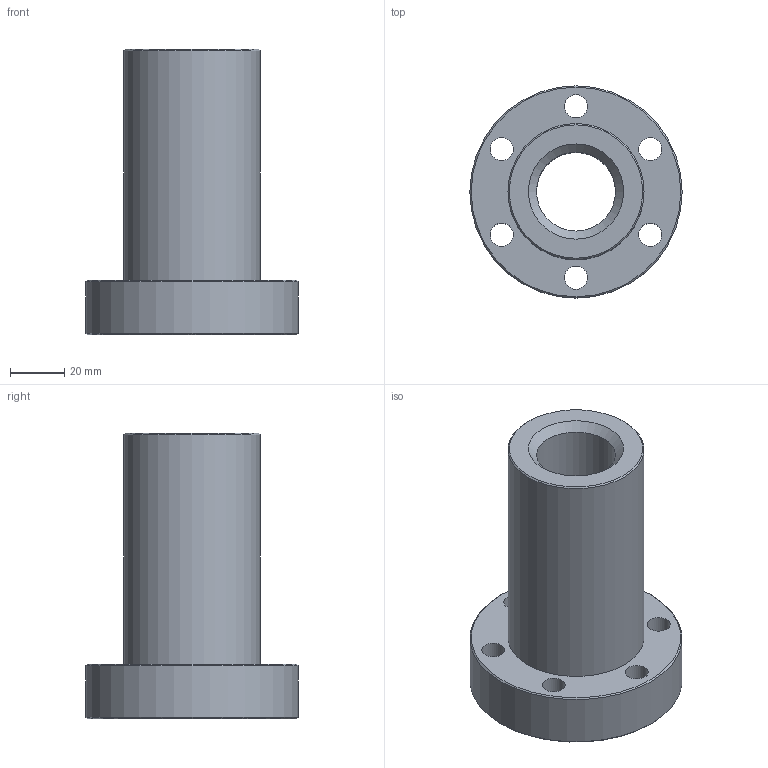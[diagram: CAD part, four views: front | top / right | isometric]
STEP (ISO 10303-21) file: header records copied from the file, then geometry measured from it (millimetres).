
FILE_DESCRIPTION(('STEP AP203'),'1');
FILE_NAME('MBALFXL35061S.stp','2021-06-10T09:20:01',(' '),(' '),'Spatial InterOp 3D',' ',' ');
FILE_SCHEMA(('CONFIG_CONTROL_DESIGN'));
Length unit declared in the file: millimetre
Products named in the file (1): 1
Bounding box: 78 x 78 x 105 mm (x, y, z)
Volume: 181953.3 mm3; surface area: 38644.1 mm2
Topology: 1 solids, 1 shells, 35 faces, 97 edges, 65 vertices
Faces by surface type: cylinder 15, cone 11, plane 9
Full cylindrical faces by diameter (mm): 8.5 x6, 13.5 x6, 29 x1, 50 x1, 78 x1
Entity records: 940 total; most frequent: DIRECTION 164, CARTESIAN_POINT 152, ORIENTED_EDGE 104, AXIS2_PLACEMENT_3D 82, EDGE_LOOP 76, EDGE_CURVE 52, FACE_OUTER_BOUND 50, VERTEX_POINT 46
